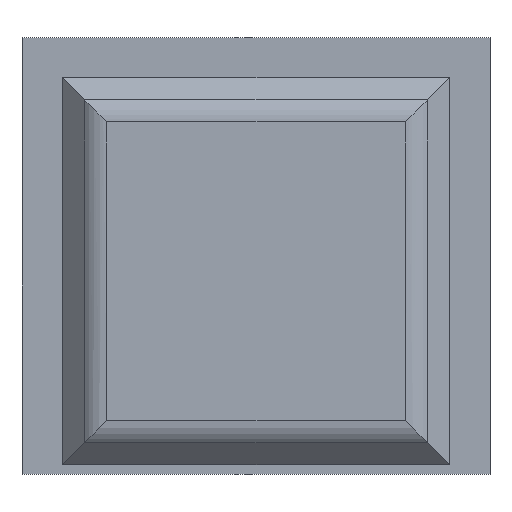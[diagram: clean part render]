
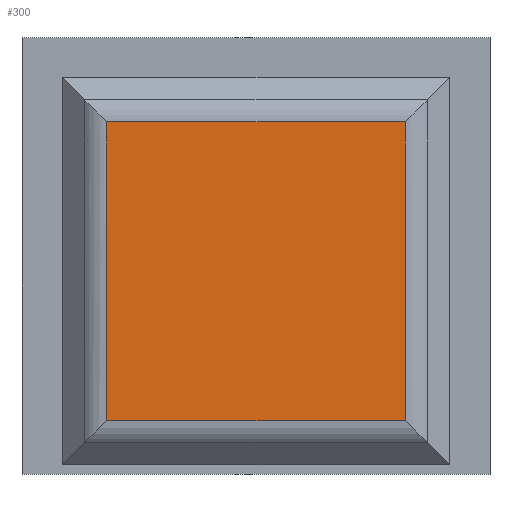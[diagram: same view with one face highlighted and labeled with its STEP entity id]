
A CAD part, top view. The second image highlights one B-rep face of the part: STEP entity #300.
In plain terms, the highlighted planar face has unit normal (0, 0, 1).
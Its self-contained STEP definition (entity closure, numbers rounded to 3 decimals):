
#18=PLANE('',#337);
#37=FACE_OUTER_BOUND('',#56,.T.);
#56=EDGE_LOOP('',(#234,#235,#236,#237));
#75=LINE('',#442,#111);
#77=LINE('',#449,#113);
#78=LINE('',#452,#114);
#81=LINE('',#458,#117);
#111=VECTOR('',#357,10.);
#113=VECTOR('',#365,10.);
#114=VECTOR('',#368,10.);
#117=VECTOR('',#375,10.);
#148=VERTEX_POINT('',#439);
#149=VERTEX_POINT('',#441);
#151=VERTEX_POINT('',#447);
#152=VERTEX_POINT('',#451);
#172=EDGE_CURVE('',#148,#149,#75,.T.);
#176=EDGE_CURVE('',#151,#148,#77,.T.);
#177=EDGE_CURVE('',#152,#151,#78,.T.);
#181=EDGE_CURVE('',#149,#152,#81,.T.);
#234=ORIENTED_EDGE('',*,*,#172,.F.);
#235=ORIENTED_EDGE('',*,*,#176,.F.);
#236=ORIENTED_EDGE('',*,*,#177,.F.);
#237=ORIENTED_EDGE('',*,*,#181,.F.);
#300=ADVANCED_FACE('',(#37),#18,.T.);
#337=AXIS2_PLACEMENT_3D('',#469,#385,#386);
#357=DIRECTION('',(0.,-1.,0.));
#365=DIRECTION('',(1.,0.,0.));
#368=DIRECTION('',(0.,1.,0.));
#375=DIRECTION('',(-1.,0.,0.));
#385=DIRECTION('center_axis',(0.,0.,1.));
#386=DIRECTION('ref_axis',(-1.,0.,0.));
#439=CARTESIAN_POINT('',(77.821,-9.714,21.));
#441=CARTESIAN_POINT('',(77.821,-19.286,21.));
#442=CARTESIAN_POINT('',(77.821,-12.95,21.));
#447=CARTESIAN_POINT('',(68.249,-9.714,21.));
#449=CARTESIAN_POINT('',(71.485,-9.714,21.));
#451=CARTESIAN_POINT('',(68.249,-19.286,21.));
#452=CARTESIAN_POINT('',(68.249,-16.05,21.));
#458=CARTESIAN_POINT('',(74.585,-19.286,21.));
#469=CARTESIAN_POINT('Origin',(73.035,-14.5,21.));
